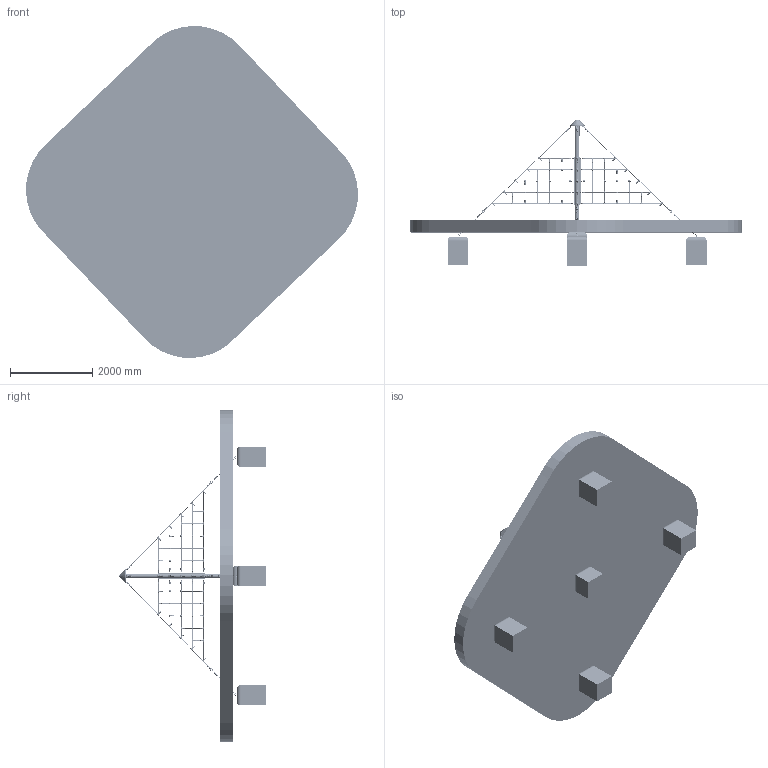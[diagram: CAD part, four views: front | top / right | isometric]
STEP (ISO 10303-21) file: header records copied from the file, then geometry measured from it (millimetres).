
FILE_DESCRIPTION (( 'STEP AP214' ), '1' );
FILE_NAME ('4640_2_X-Pyramide.STEP', '2018-10-16T06:08:03', ( '' ), ( '' ), 'SwSTEP 2.0', 'SolidWorks 2018', '' );
FILE_SCHEMA (( 'AUTOMOTIVE_DESIGN' ));
Length unit declared in the file: millimetre
Products named in the file (482): Sicherung (3) von 6er Kettenglied; Bew. TStück Quer01; Senkrechtes-seil05X-Pyramide Seilwelten0101; Pressung 40 mm; Bew. T-Stück Längsträger01; 10er KetteX-Pyramide Seilwelten0101; Fundament 4640_2; Senkrecht01; 46-02-125822 - Ringmutter M12 22er AugeX-Pyramide Seilwelten0101; Knotenkugel-ohne01; Hexagon Nut ISO 4032 - M10 - D - N; Spannschloss Teil IX-Pyramide Seilwelten0101; Senkrechtes-seil01X-Pyramide Seilwelten0101; Querseile01; 55-471-0 - 6er Schäkel gerade; Teil16X-Pyramide Seilwelten0101; Senkrecht01_Standard<Wie bearbeitet>; ISO 4014 - M10 x 50 x 26-N; Lasche am Pfosten0101; SpannseilX-Pyramide Seilwelten0101; Querseile01_Standard<Wie bearbeitet>; Senkrechtes-seil02X-Pyramide Seilwelten0101; Masthaube Dino 30-1001-02X-Pyramide Seilwelten0101; VA-Kausche_SCMidi-blauX-Pyramide Seilwelten0101; MastschuhX-Pyramide Seilwelten0101; Spannschloss Teil IIX-Pyramide Seilwelten0101; Senkrechtes-Seil kurzX-Pyramide Seilwelten0101; Sicherheitsbereich X-P-MidiX-Pyramide Seilwelten0101; Teil1X-Pyramide Seilwelten0101; Teil16X-Pyramide Seilwelten0101_Standard<Wie bearbeitet>; 4640_2_X-Pyramide; Senkrechtes-Seil kurzX-Pyramide Seilwelten0101_Standard<Wie bearbeitet>; Senkrechtes-seil05X-Pyramide Seilwelten0101_Standard<Wie bearbeitet>; Senkrechtes-seil03X-Pyramide Seilwelten0101_Standard<Wie bearbeitet>; Senkrechtes-seil03X-Pyramide Seilwelten0101; Senkrechtes-seil02X-Pyramide Seilwelten0101_Standard<Wie bearbeitet>; Schwarze Abdeckkappe f黵 Mutter M16; Senkrechtes-seil01X-Pyramide Seilwelten0101_Standard<Wie bearbeitet>; Mittel-Fundament 4640_2; DIN EN ISO 7040 - M12 - N_DIN EN ISO 7040 - M12 - N ...
Assembly tree (347 placements, depth 3):
  Sicherung (3) von 6er Kettenglied
  Bew. TStück Quer01
  Senkrechtes-seil05X-Pyramide Seilwelten0101
  Pressung 40 mm
  Sicherung (3) von 6er Kettenglied
Bounding box: 8071.55 x 3573.97 x 8071.55 mm (x, y, z)
Volume: 13260899836.3 mm3; surface area: 111031679.3 mm2
Topology: 533 solids, 533 shells, 18019 faces, 48110 edges, 30752 vertices
Faces by surface type: plane 11751, cylinder 3739, torus 1257, cone 904, bspline 208, sphere 160
Full cylindrical faces by diameter (mm): 3.1 x420, 5.8 x180, 6 x444, 7.5 x20, 7.8 x420, 8.5 x8, 9 x20, 9.6 x8, 10 x168, 10.2 x1, 11 x16, 11.16 x120, 11.6 x8, 12 x125, 13 x4, 13.714 x1, 14 x2, 15.6 x4, 16 x102, 17 x1, 17.2 x60, 17.6 x8, 18 x61, 22.76 x120, 23.045 x1, 23.2 x120, 23.6 x4, 25.1 x4, 28 x60, 28.8 x60
Entity records: 30957 total; most frequent: CARTESIAN_POINT 6591, DIRECTION 3932, ORIENTED_EDGE 2864, AXIS2_PLACEMENT_3D 1634, EDGE_CURVE 1432, EDGE_LOOP 988, VERTEX_POINT 986, APPLICATION_PROTOCOL_DEFINITION 964
